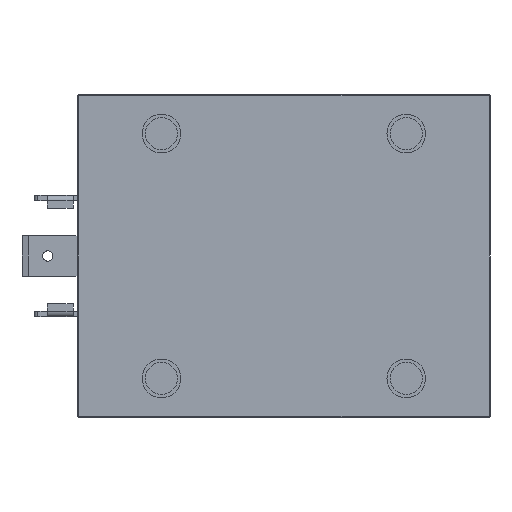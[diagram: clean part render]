
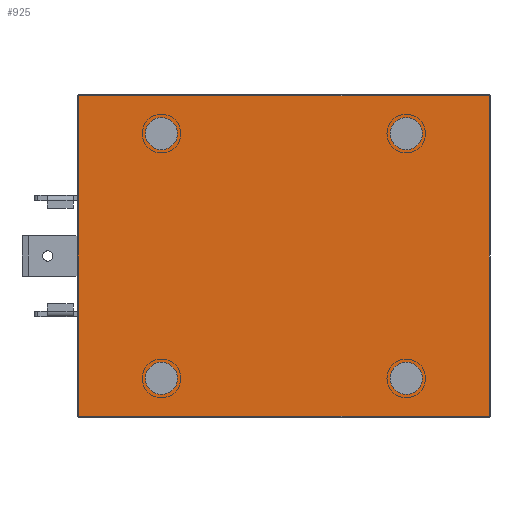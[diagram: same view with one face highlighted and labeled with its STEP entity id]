
A CAD part, front view. The second image highlights one B-rep face of the part: STEP entity #925.
In plain terms, the highlighted planar face has unit normal (0, -1, 0).
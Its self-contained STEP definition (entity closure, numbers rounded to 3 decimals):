
#17=CARTESIAN_POINT('',(19.,0.,-19.));
#18=DIRECTION('',(0.,-1.,0.));
#19=DIRECTION('',(-1.,0.,0.));
#20=AXIS2_PLACEMENT_3D('',#17,#18,#19);
#26=CARTESIAN_POINT('',(19.,0.,-19.));
#27=DIRECTION('',(0.,-1.,0.));
#28=DIRECTION('',(1.,0.,0.));
#29=AXIS2_PLACEMENT_3D('',#26,#27,#28);
#34=CARTESIAN_POINT('',(-19.,0.,-19.));
#35=DIRECTION('',(0.,-1.,0.));
#36=DIRECTION('',(0.,0.,1.));
#37=AXIS2_PLACEMENT_3D('',#34,#35,#36);
#42=CARTESIAN_POINT('',(-19.,0.,-19.));
#43=DIRECTION('',(0.,-1.,0.));
#44=DIRECTION('',(0.,0.,-1.));
#45=AXIS2_PLACEMENT_3D('',#42,#43,#44);
#50=CARTESIAN_POINT('',(-19.,0.,19.));
#51=DIRECTION('',(0.,-1.,0.));
#52=DIRECTION('',(1.,0.,0.));
#53=AXIS2_PLACEMENT_3D('',#50,#51,#52);
#58=CARTESIAN_POINT('',(-19.,0.,19.));
#59=DIRECTION('',(0.,-1.,0.));
#60=DIRECTION('',(-1.,0.,0.));
#61=AXIS2_PLACEMENT_3D('',#58,#59,#60);
#66=CARTESIAN_POINT('',(19.,0.,19.));
#67=DIRECTION('',(0.,-1.,0.));
#68=DIRECTION('',(0.,0.,-1.));
#69=AXIS2_PLACEMENT_3D('',#66,#67,#68);
#74=CARTESIAN_POINT('',(19.,0.,19.));
#75=DIRECTION('',(0.,-1.,0.));
#76=DIRECTION('',(0.,0.,1.));
#77=AXIS2_PLACEMENT_3D('',#74,#75,#76);
#82=DIRECTION('',(0.,0.,-1.));
#83=VECTOR('',#82,49.8);
#84=CARTESIAN_POINT('',(-31.9,0.,24.9));
#85=LINE('',#84,#83);
#89=DIRECTION('',(-1.,0.,0.));
#90=VECTOR('',#89,63.8);
#91=CARTESIAN_POINT('',(31.9,0.,24.9));
#92=LINE('',#91,#90);
#96=DIRECTION('',(0.,0.,1.));
#97=VECTOR('',#96,49.8);
#98=CARTESIAN_POINT('',(31.9,0.,-24.9));
#99=LINE('',#98,#97);
#103=DIRECTION('',(1.,0.,0.));
#104=VECTOR('',#103,63.8);
#105=CARTESIAN_POINT('',(-31.9,0.,-24.9));
#106=LINE('',#105,#104);
#790=CARTESIAN_POINT('',(16.5,0.,-19.));
#791=CARTESIAN_POINT('',(21.5,0.,-19.));
#792=VERTEX_POINT('',#790);
#793=VERTEX_POINT('',#791);
#798=CARTESIAN_POINT('',(-19.,0.,-16.5));
#799=CARTESIAN_POINT('',(-19.,0.,-21.5));
#800=VERTEX_POINT('',#798);
#801=VERTEX_POINT('',#799);
#806=CARTESIAN_POINT('',(-16.5,0.,19.));
#807=CARTESIAN_POINT('',(-21.5,0.,19.));
#808=VERTEX_POINT('',#806);
#809=VERTEX_POINT('',#807);
#814=CARTESIAN_POINT('',(19.,0.,16.5));
#815=CARTESIAN_POINT('',(19.,0.,21.5));
#816=VERTEX_POINT('',#814);
#817=VERTEX_POINT('',#815);
#842=CARTESIAN_POINT('',(-31.9,0.,24.9));
#843=CARTESIAN_POINT('',(-31.9,0.,-24.9));
#844=VERTEX_POINT('',#842);
#845=VERTEX_POINT('',#843);
#850=CARTESIAN_POINT('',(31.9,0.,-24.9));
#851=VERTEX_POINT('',#850);
#856=CARTESIAN_POINT('',(31.9,0.,24.9));
#857=VERTEX_POINT('',#856);
#886=CARTESIAN_POINT('',(0.,0.,0.));
#887=DIRECTION('',(0.,1.,0.));
#888=DIRECTION('',(1.,0.,0.));
#889=AXIS2_PLACEMENT_3D('',#886,#887,#888);
#890=PLANE('',#889);
#892=ORIENTED_EDGE('',*,*,#891,.F.);
#894=ORIENTED_EDGE('',*,*,#893,.F.);
#896=ORIENTED_EDGE('',*,*,#895,.F.);
#898=ORIENTED_EDGE('',*,*,#897,.F.);
#899=EDGE_LOOP('',(#892,#894,#896,#898));
#900=FACE_OUTER_BOUND('',#899,.F.);
#902=ORIENTED_EDGE('',*,*,#901,.T.);
#904=ORIENTED_EDGE('',*,*,#903,.T.);
#905=EDGE_LOOP('',(#902,#904));
#906=FACE_BOUND('',#905,.F.);
#908=ORIENTED_EDGE('',*,*,#907,.T.);
#910=ORIENTED_EDGE('',*,*,#909,.T.);
#911=EDGE_LOOP('',(#908,#910));
#912=FACE_BOUND('',#911,.F.);
#914=ORIENTED_EDGE('',*,*,#913,.T.);
#916=ORIENTED_EDGE('',*,*,#915,.T.);
#917=EDGE_LOOP('',(#914,#916));
#918=FACE_BOUND('',#917,.F.);
#920=ORIENTED_EDGE('',*,*,#919,.T.);
#922=ORIENTED_EDGE('',*,*,#921,.T.);
#923=EDGE_LOOP('',(#920,#922));
#924=FACE_BOUND('',#923,.F.);
#21=CIRCLE('',#20,2.5);
#30=CIRCLE('',#29,2.5);
#38=CIRCLE('',#37,2.5);
#46=CIRCLE('',#45,2.5);
#54=CIRCLE('',#53,2.5);
#62=CIRCLE('',#61,2.5);
#70=CIRCLE('',#69,2.5);
#78=CIRCLE('',#77,2.5);
#891=EDGE_CURVE('',#844,#845,#85,.T.);
#893=EDGE_CURVE('',#857,#844,#92,.T.);
#895=EDGE_CURVE('',#851,#857,#99,.T.);
#897=EDGE_CURVE('',#845,#851,#106,.T.);
#901=EDGE_CURVE('',#800,#801,#38,.T.);
#903=EDGE_CURVE('',#801,#800,#46,.T.);
#907=EDGE_CURVE('',#808,#809,#54,.T.);
#909=EDGE_CURVE('',#809,#808,#62,.T.);
#913=EDGE_CURVE('',#816,#817,#70,.T.);
#915=EDGE_CURVE('',#817,#816,#78,.T.);
#919=EDGE_CURVE('',#792,#793,#21,.T.);
#921=EDGE_CURVE('',#793,#792,#30,.T.);
#925=ADVANCED_FACE('',(#900,#906,#912,#918,#924),#890,.F.);
